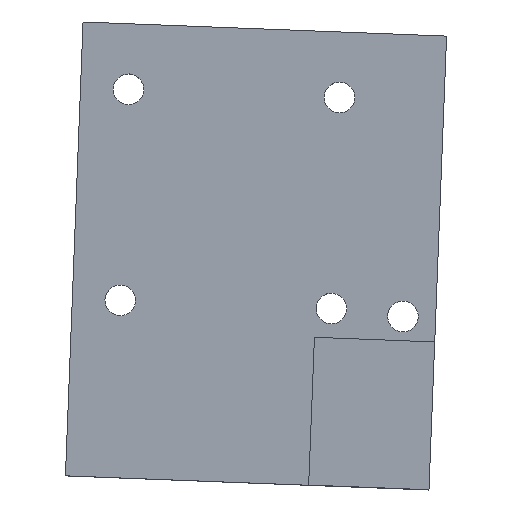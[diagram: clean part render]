
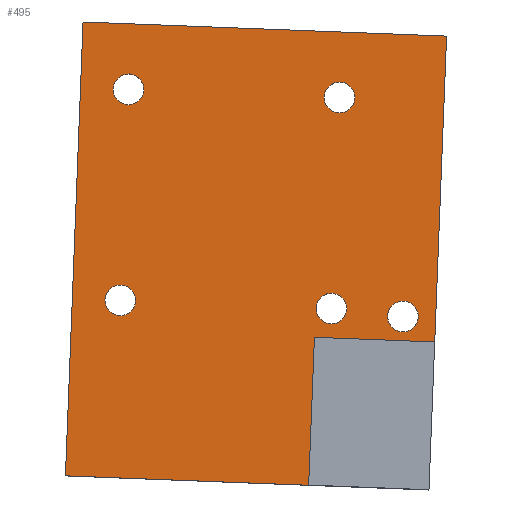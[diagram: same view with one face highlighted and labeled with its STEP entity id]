
A CAD part, top view. The second image highlights one B-rep face of the part: STEP entity #495.
In plain terms, the highlighted planar face has unit normal (0, 0, 1).
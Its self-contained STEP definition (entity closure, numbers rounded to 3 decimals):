
#18=FACE_BOUND('',#93,.T.);
#19=FACE_BOUND('',#94,.T.);
#20=FACE_BOUND('',#95,.T.);
#21=FACE_BOUND('',#96,.T.);
#22=FACE_BOUND('',#97,.T.);
#43=PLANE('',#544);
#64=FACE_OUTER_BOUND('',#92,.T.);
#92=EDGE_LOOP('',(#424,#425,#426,#427,#428,#429,#430,#431));
#93=EDGE_LOOP('',(#432));
#94=EDGE_LOOP('',(#433));
#95=EDGE_LOOP('',(#434));
#96=EDGE_LOOP('',(#435));
#97=EDGE_LOOP('',(#436));
#131=LINE('',#743,#185);
#134=LINE('',#750,#188);
#139=LINE('',#761,#193);
#147=LINE('',#777,#201);
#150=LINE('',#781,#204);
#152=LINE('',#787,#206);
#155=LINE('',#793,#209);
#156=LINE('',#794,#210);
#185=VECTOR('',#607,10.);
#188=VECTOR('',#612,10.);
#193=VECTOR('',#619,10.);
#201=VECTOR('',#633,10.);
#204=VECTOR('',#638,10.);
#206=VECTOR('',#646,10.);
#209=VECTOR('',#651,10.);
#210=VECTOR('',#652,10.);
#219=CIRCLE('',#525,1.45);
#222=CIRCLE('',#545,1.45);
#223=CIRCLE('',#546,1.45);
#224=CIRCLE('',#547,1.45);
#225=CIRCLE('',#548,1.45);
#231=VERTEX_POINT('',#694);
#247=VERTEX_POINT('',#740);
#248=VERTEX_POINT('',#742);
#250=VERTEX_POINT('',#747);
#251=VERTEX_POINT('',#749);
#255=VERTEX_POINT('',#759);
#256=VERTEX_POINT('',#760);
#262=VERTEX_POINT('',#786);
#264=VERTEX_POINT('',#792);
#265=VERTEX_POINT('',#795);
#266=VERTEX_POINT('',#797);
#267=VERTEX_POINT('',#799);
#268=VERTEX_POINT('',#801);
#276=EDGE_CURVE('',#231,#231,#219,.T.);
#298=EDGE_CURVE('',#247,#248,#131,.T.);
#301=EDGE_CURVE('',#250,#251,#134,.T.);
#306=EDGE_CURVE('',#255,#256,#139,.T.);
#315=EDGE_CURVE('',#247,#255,#147,.T.);
#318=EDGE_CURVE('',#248,#250,#150,.T.);
#320=EDGE_CURVE('',#262,#251,#152,.T.);
#323=EDGE_CURVE('',#256,#264,#155,.T.);
#324=EDGE_CURVE('',#262,#264,#156,.T.);
#325=EDGE_CURVE('',#265,#265,#222,.T.);
#326=EDGE_CURVE('',#266,#266,#223,.T.);
#327=EDGE_CURVE('',#267,#267,#224,.T.);
#328=EDGE_CURVE('',#268,#268,#225,.T.);
#424=ORIENTED_EDGE('',*,*,#306,.T.);
#425=ORIENTED_EDGE('',*,*,#323,.T.);
#426=ORIENTED_EDGE('',*,*,#324,.F.);
#427=ORIENTED_EDGE('',*,*,#320,.T.);
#428=ORIENTED_EDGE('',*,*,#301,.F.);
#429=ORIENTED_EDGE('',*,*,#318,.F.);
#430=ORIENTED_EDGE('',*,*,#298,.F.);
#431=ORIENTED_EDGE('',*,*,#315,.T.);
#432=ORIENTED_EDGE('',*,*,#276,.T.);
#433=ORIENTED_EDGE('',*,*,#325,.T.);
#434=ORIENTED_EDGE('',*,*,#326,.T.);
#435=ORIENTED_EDGE('',*,*,#327,.T.);
#436=ORIENTED_EDGE('',*,*,#328,.T.);
#495=ADVANCED_FACE('',(#64,#18,#19,#20,#21,#22),#43,.T.);
#525=AXIS2_PLACEMENT_3D('',#696,#567,#568);
#544=AXIS2_PLACEMENT_3D('',#791,#649,#650);
#545=AXIS2_PLACEMENT_3D('',#796,#653,#654);
#546=AXIS2_PLACEMENT_3D('',#798,#655,#656);
#547=AXIS2_PLACEMENT_3D('',#800,#657,#658);
#548=AXIS2_PLACEMENT_3D('',#802,#659,#660);
#567=DIRECTION('center_axis',(0.,0.,
-1.));
#568=DIRECTION('ref_axis',(0.999,-0.039,0.));
#607=DIRECTION('',(-0.999,0.039,0.));
#612=DIRECTION('',(-0.999,0.039,0.));
#619=DIRECTION('',(0.999,-0.039,0.));
#633=DIRECTION('',(0.039,0.999,0.));
#638=DIRECTION('',(-0.039,-0.999,0.));
#646=DIRECTION('',(-0.039,-0.999,0.));
#649=DIRECTION('center_axis',(0.,0.,
1.));
#650=DIRECTION('ref_axis',(1.,0.,0.));
#651=DIRECTION('',(0.039,0.999,0.));
#652=DIRECTION('',(0.999,-0.039,0.));
#653=DIRECTION('center_axis',(0.,0.,
-1.));
#654=DIRECTION('ref_axis',(-0.999,0.039,0.));
#655=DIRECTION('center_axis',(0.,0.,
-1.));
#656=DIRECTION('ref_axis',(-0.999,0.039,0.));
#657=DIRECTION('center_axis',(0.,0.,
-1.));
#658=DIRECTION('ref_axis',(-0.999,0.039,0.));
#659=DIRECTION('center_axis',(0.,0.,
-1.));
#660=DIRECTION('ref_axis',(-0.999,0.039,0.));
#694=CARTESIAN_POINT('',(53.091,152.303,5.));
#696=CARTESIAN_POINT('Origin',(54.54,152.247,5.));
#740=CARTESIAN_POINT('',(50.887,138.062,5.));
#742=CARTESIAN_POINT('',(45.696,138.263,5.));
#743=CARTESIAN_POINT('',(57.083,137.822,5.));
#747=CARTESIAN_POINT('',(45.618,136.265,5.));
#749=CARTESIAN_POINT('',(22.589,137.158,5.));
#750=CARTESIAN_POINT('',(22.589,137.158,5.));
#759=CARTESIAN_POINT('',(51.352,150.053,5.));
#760=CARTESIAN_POINT('',(57.548,149.813,5.));
#761=CARTESIAN_POINT('',(51.403,150.051,5.));
#777=CARTESIAN_POINT('',(51.503,153.949,5.));
#781=CARTESIAN_POINT('',(45.696,138.263,5.));
#786=CARTESIAN_POINT('',(24.255,180.124,5.));
#787=CARTESIAN_POINT('',(22.938,146.151,5.));
#791=CARTESIAN_POINT('Origin',(54.546,162.737,5.));
#792=CARTESIAN_POINT('',(58.671,178.789,5.));
#793=CARTESIAN_POINT('',(57.416,146.414,5.));
#794=CARTESIAN_POINT('',(24.255,180.124,5.));
#795=CARTESIAN_POINT('',(30.003,173.696,5.));
#796=CARTESIAN_POINT('Origin',(28.554,173.753,5.));
#797=CARTESIAN_POINT('',(29.228,153.711,5.));
#798=CARTESIAN_POINT('Origin',(27.779,153.768,5.));
#799=CARTESIAN_POINT('',(49.213,152.936,5.));
#800=CARTESIAN_POINT('Origin',(47.764,152.993,5.));
#801=CARTESIAN_POINT('',(49.987,172.921,5.));
#802=CARTESIAN_POINT('Origin',(48.539,172.978,5.));
